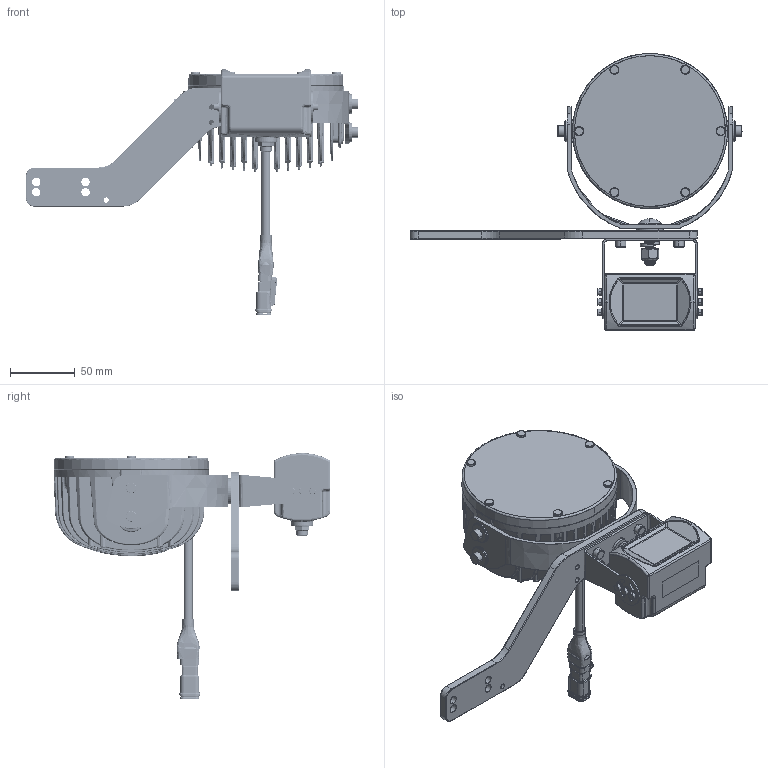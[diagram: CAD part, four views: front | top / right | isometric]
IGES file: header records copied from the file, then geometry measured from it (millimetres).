
Start section: SolidWorks IGES file using analytic representation for surfaces
Global section: file name: LightAndVideo.IGS; native system: SolidWorks 2021; preprocessor: SolidWorks 2021; author: tmott; date: 230227.172102; units: inch
Bounding box: 256.69 x 214.13 x 190.04 mm (x, y, z)
Surface area: 238300.2 mm2 (no closed solid volume)
Topology: 0 solids, 0 shells, 2056 faces, 24862 edges, 24825 vertices
Faces by surface type: bspline 1250, revolution 806
